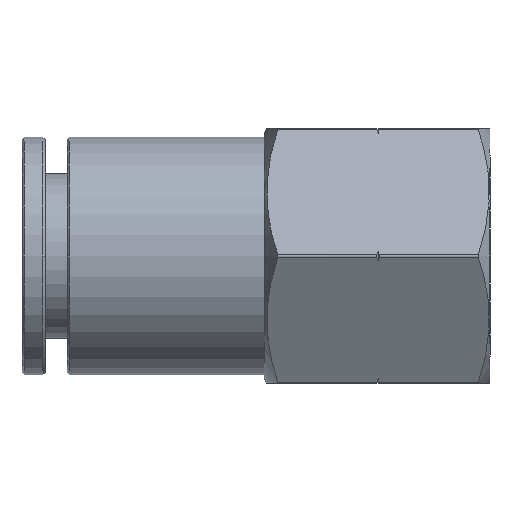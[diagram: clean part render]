
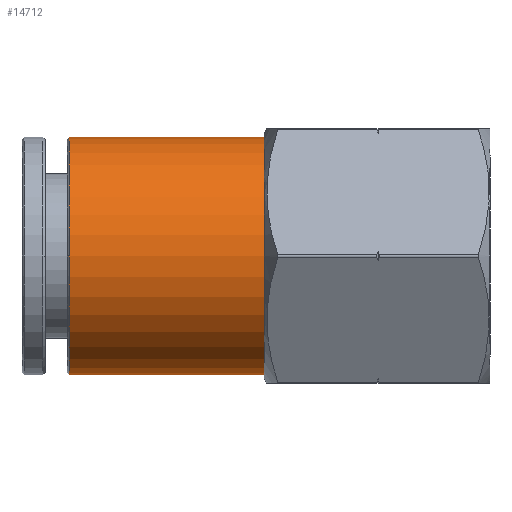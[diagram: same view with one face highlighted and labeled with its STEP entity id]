
A CAD part, left-side view. The second image highlights one B-rep face of the part: STEP entity #14712.
In plain terms, the highlighted cylindrical face has radius 10.25 mm (diameter 20.5 mm), a partial arc.
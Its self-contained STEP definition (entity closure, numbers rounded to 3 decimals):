
#263 = LINE ( 'NONE', #17445, #12289 ) ;
#440 = CARTESIAN_POINT ( 'NONE',  ( 0., 14.3, -10.25 ) ) ;
#459 = DIRECTION ( 'NONE',  ( 0., 0., -1. ) ) ;
#1061 = VERTEX_POINT ( 'NONE', #7468 ) ;
#1350 = ORIENTED_EDGE ( 'NONE', *, *, #14517, .T. ) ;
#1606 = ORIENTED_EDGE ( 'NONE', *, *, #4985, .T. ) ;
#1808 = VERTEX_POINT ( 'NONE', #7935 ) ;
#2199 = DIRECTION ( 'NONE',  ( 0., 1., 0. ) ) ;
#4985 = EDGE_CURVE ( 'NONE', #11864, #1808, #6842, .T. ) ;
#5743 = DIRECTION ( 'NONE',  ( 0., -1., 0. ) ) ;
#6034 = AXIS2_PLACEMENT_3D ( 'NONE', #12037, #2199, #13745 ) ;
#6379 = FACE_OUTER_BOUND ( 'NONE', #18788, .T. ) ;
#6842 = LINE ( 'NONE', #13964, #10665 ) ;
#7093 = CARTESIAN_POINT ( 'NONE',  ( 0., 14.3, 0. ) ) ;
#7468 = CARTESIAN_POINT ( 'NONE',  ( -10.25, 14.3, 0. ) ) ;
#7935 = CARTESIAN_POINT ( 'NONE',  ( 0., -2.5, -10.25 ) ) ;
#8071 = CARTESIAN_POINT ( 'NONE',  ( 0., 14.3, 0. ) ) ;
#8647 = AXIS2_PLACEMENT_3D ( 'NONE', #7093, #18709, #8701 ) ;
#8701 = DIRECTION ( 'NONE',  ( 0., 0., -1. ) ) ;
#9073 = AXIS2_PLACEMENT_3D ( 'NONE', #15331, #10357, #459 ) ;
#9693 = DIRECTION ( 'NONE',  ( 0., 0., -1. ) ) ;
#9725 = EDGE_CURVE ( 'NONE', #1808, #17754, #12987, .T. ) ;
#9812 = ORIENTED_EDGE ( 'NONE', *, *, #19648, .F. ) ;
#10259 = ORIENTED_EDGE ( 'NONE', *, *, #9725, .T. ) ;
#10307 = ORIENTED_EDGE ( 'NONE', *, *, #11513, .T. ) ;
#10357 = DIRECTION ( 'NONE',  ( 0., -1., 0. ) ) ;
#10665 = VECTOR ( 'NONE', #5743, 1000. ) ;
#11057 = VERTEX_POINT ( 'NONE', #15286 ) ;
#11513 = EDGE_CURVE ( 'NONE', #11057, #1061, #19016, .T. ) ;
#11706 = CARTESIAN_POINT ( 'NONE',  ( 0., -2.5, 10.25 ) ) ;
#11864 = VERTEX_POINT ( 'NONE', #440 ) ;
#12037 = CARTESIAN_POINT ( 'NONE',  ( 0., -2.5, 0. ) ) ;
#12289 = VECTOR ( 'NONE', #20793, 1000. ) ;
#12987 = CIRCLE ( 'NONE', #6034, 10.25 ) ;
#13745 = DIRECTION ( 'NONE',  ( 0., 0., -1. ) ) ;
#13964 = CARTESIAN_POINT ( 'NONE',  ( 0., 0., -10.25 ) ) ;
#14101 = CYLINDRICAL_SURFACE ( 'NONE', #9073, 10.25 ) ;
#14517 = EDGE_CURVE ( 'NONE', #1061, #11864, #15698, .T. ) ;
#14712 = ADVANCED_FACE ( 'NONE', ( #6379 ), #14101, .T. ) ;
#15286 = CARTESIAN_POINT ( 'NONE',  ( 0., 14.3, 10.25 ) ) ;
#15331 = CARTESIAN_POINT ( 'NONE',  ( 0., 0., 0. ) ) ;
#15698 = CIRCLE ( 'NONE', #18433, 10.25 ) ;
#17445 = CARTESIAN_POINT ( 'NONE',  ( 0., 0., 10.25 ) ) ;
#17754 = VERTEX_POINT ( 'NONE', #11706 ) ;
#18433 = AXIS2_PLACEMENT_3D ( 'NONE', #8071, #19721, #9693 ) ;
#18709 = DIRECTION ( 'NONE',  ( 0., -1., 0. ) ) ;
#18788 = EDGE_LOOP ( 'NONE', ( #9812, #10307, #1350, #1606, #10259 ) ) ;
#19016 = CIRCLE ( 'NONE', #8647, 10.25 ) ;
#19648 = EDGE_CURVE ( 'NONE', #11057, #17754, #263, .T. ) ;
#19721 = DIRECTION ( 'NONE',  ( 0., -1., 0. ) ) ;
#20793 = DIRECTION ( 'NONE',  ( 0., -1., 0. ) ) ;
